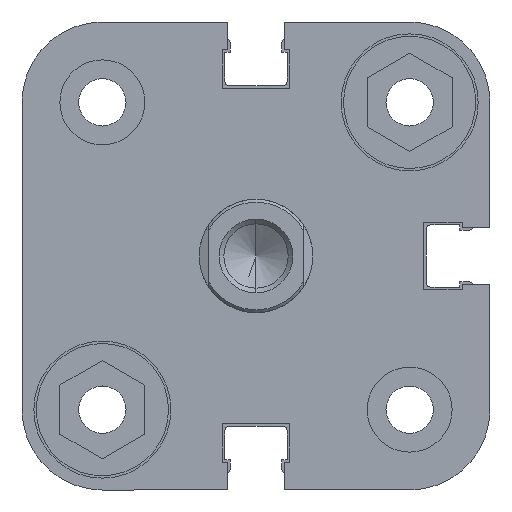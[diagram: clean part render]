
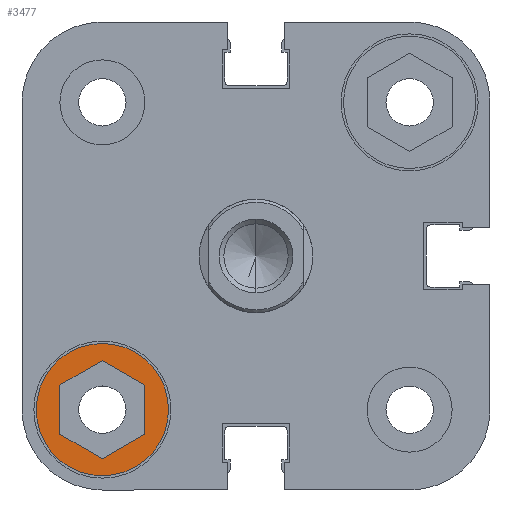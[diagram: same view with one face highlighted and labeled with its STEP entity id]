
A CAD part, left-side view. The second image highlights one B-rep face of the part: STEP entity #3477.
In plain terms, the highlighted planar face has unit normal (-1, 0, 0).
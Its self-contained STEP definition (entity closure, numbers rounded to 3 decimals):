
#322 = CIRCLE ( 'NONE', #981, 7. ) ;
#626 = CIRCLE ( 'NONE', #1029, 7. ) ;
#632 = LINE ( 'NONE', #1785, #634 ) ;
#634 = VECTOR ( 'NONE', #1794, 1000. ) ;
#635 = LINE ( 'NONE', #1797, #640 ) ;
#637 = LINE ( 'NONE', #1799, #644 ) ;
#639 = LINE ( 'NONE', #1803, #648 ) ;
#640 = VECTOR ( 'NONE', #1800, 1000. ) ;
#641 = LINE ( 'NONE', #1807, #654 ) ;
#644 = VECTOR ( 'NONE', #1804, 1000. ) ;
#648 = VECTOR ( 'NONE', #1808, 1000. ) ;
#650 = LINE ( 'NONE', #1809, #651 ) ;
#651 = VECTOR ( 'NONE', #1810, 1000. ) ;
#654 = VECTOR ( 'NONE', #1815, 1000. ) ;
#981 = AXIS2_PLACEMENT_3D ( 'NONE', #1368, #1370, #1371 ) ;
#1029 = AXIS2_PLACEMENT_3D ( 'NONE', #1767, #1779, #1780 ) ;
#1368 = CARTESIAN_POINT ( 'NONE',  ( -24.75, 16.25, -16.25 ) ) ;
#1370 = DIRECTION ( 'NONE',  ( 1., 0., 0. ) ) ;
#1371 = DIRECTION ( 'NONE',  ( 0., 0., -1. ) ) ;
#1767 = CARTESIAN_POINT ( 'NONE',  ( -24.75, 16.25, -16.25 ) ) ;
#1779 = DIRECTION ( 'NONE',  ( 1., 0., 0. ) ) ;
#1780 = DIRECTION ( 'NONE',  ( 0., 0., -1. ) ) ;
#1785 = CARTESIAN_POINT ( 'NONE',  ( -24.75, 11.75, -13.652 ) ) ;
#1794 = DIRECTION ( 'NONE',  ( 0., -0.866, -0.5 ) ) ;
#1797 = CARTESIAN_POINT ( 'NONE',  ( -24.75, 16.25, -11.054 ) ) ;
#1799 = CARTESIAN_POINT ( 'NONE',  ( -24.75, 20.75, -13.652 ) ) ;
#1800 = DIRECTION ( 'NONE',  ( 0., -0.866, 0.5 ) ) ;
#1803 = CARTESIAN_POINT ( 'NONE',  ( -24.75, 20.75, -18.848 ) ) ;
#1804 = DIRECTION ( 'NONE',  ( 0., 0., 1. ) ) ;
#1807 = CARTESIAN_POINT ( 'NONE',  ( -24.75, 11.75, -18.848 ) ) ;
#1808 = DIRECTION ( 'NONE',  ( 0., 0.866, 0.5 ) ) ;
#1809 = CARTESIAN_POINT ( 'NONE',  ( -24.75, 16.25, -21.446 ) ) ;
#1810 = DIRECTION ( 'NONE',  ( 0., 0.866, -0.5 ) ) ;
#1815 = DIRECTION ( 'NONE',  ( 0., 0., -1. ) ) ;
#2605 = CARTESIAN_POINT ( 'NONE',  ( -24.75, 16.25, -23.25 ) ) ;
#2607 = CARTESIAN_POINT ( 'NONE',  ( -24.75, 16.25, -9.25 ) ) ;
#2888 = VERTEX_POINT ( 'NONE', #3287 ) ;
#2889 = VERTEX_POINT ( 'NONE', #3308 ) ;
#2893 = VERTEX_POINT ( 'NONE', #3321 ) ;
#2894 = VERTEX_POINT ( 'NONE', #3322 ) ;
#2899 = VERTEX_POINT ( 'NONE', #3314 ) ;
#2900 = VERTEX_POINT ( 'NONE', #3315 ) ;
#3016 = VERTEX_POINT ( 'NONE', #2607 ) ;
#3026 = VERTEX_POINT ( 'NONE', #2605 ) ;
#3287 = CARTESIAN_POINT ( 'NONE',  ( -24.75, 16.25, -11.054 ) ) ;
#3308 = CARTESIAN_POINT ( 'NONE',  ( -24.75, 11.75, -13.652 ) ) ;
#3314 = CARTESIAN_POINT ( 'NONE',  ( -24.75, 16.25, -21.446 ) ) ;
#3315 = CARTESIAN_POINT ( 'NONE',  ( -24.75, 11.75, -18.848 ) ) ;
#3321 = CARTESIAN_POINT ( 'NONE',  ( -24.75, 20.75, -13.652 ) ) ;
#3322 = CARTESIAN_POINT ( 'NONE',  ( -24.75, 20.75, -18.848 ) ) ;
#3477 = ADVANCED_FACE ( 'NONE', ( #7604, #7607 ), #5460, .F. ) ;
#3699 = EDGE_LOOP ( 'NONE', ( #3990, #3989, #3977, #3974, #4020, #4021 ) ) ;
#3732 = EDGE_LOOP ( 'NONE', ( #4017, #4016 ) ) ;
#3974 = ORIENTED_EDGE ( 'NONE', *, *, #4702, .T. ) ;
#3977 = ORIENTED_EDGE ( 'NONE', *, *, #4703, .T. ) ;
#3989 = ORIENTED_EDGE ( 'NONE', *, *, #4705, .T. ) ;
#3990 = ORIENTED_EDGE ( 'NONE', *, *, #4695, .T. ) ;
#4016 = ORIENTED_EDGE ( 'NONE', *, *, #4689, .F. ) ;
#4017 = ORIENTED_EDGE ( 'NONE', *, *, #4497, .F. ) ;
#4020 = ORIENTED_EDGE ( 'NONE', *, *, #4700, .T. ) ;
#4021 = ORIENTED_EDGE ( 'NONE', *, *, #4698, .T. ) ;
#4497 = EDGE_CURVE ( 'NONE', #3026, #3016, #322, .T. ) ;
#4689 = EDGE_CURVE ( 'NONE', #3016, #3026, #626, .T. ) ;
#4695 = EDGE_CURVE ( 'NONE', #2888, #2889, #632, .T. ) ;
#4698 = EDGE_CURVE ( 'NONE', #2893, #2888, #635, .T. ) ;
#4700 = EDGE_CURVE ( 'NONE', #2894, #2893, #637, .T. ) ;
#4702 = EDGE_CURVE ( 'NONE', #2899, #2894, #639, .T. ) ;
#4703 = EDGE_CURVE ( 'NONE', #2900, #2899, #650, .T. ) ;
#4705 = EDGE_CURVE ( 'NONE', #2889, #2900, #641, .T. ) ;
#5011 = AXIS2_PLACEMENT_3D ( 'NONE', #5459, #5461, #5462 ) ;
#5459 = CARTESIAN_POINT ( 'NONE',  ( -24.75, 6., 0. ) ) ;
#5460 = PLANE ( 'NONE',  #5011 ) ;
#5461 = DIRECTION ( 'NONE',  ( 1., 0., 0. ) ) ;
#5462 = DIRECTION ( 'NONE',  ( 0., 0., -1. ) ) ;
#7604 = FACE_BOUND ( 'NONE', #3699, .T. ) ;
#7607 = FACE_OUTER_BOUND ( 'NONE', #3732, .T. ) ;
